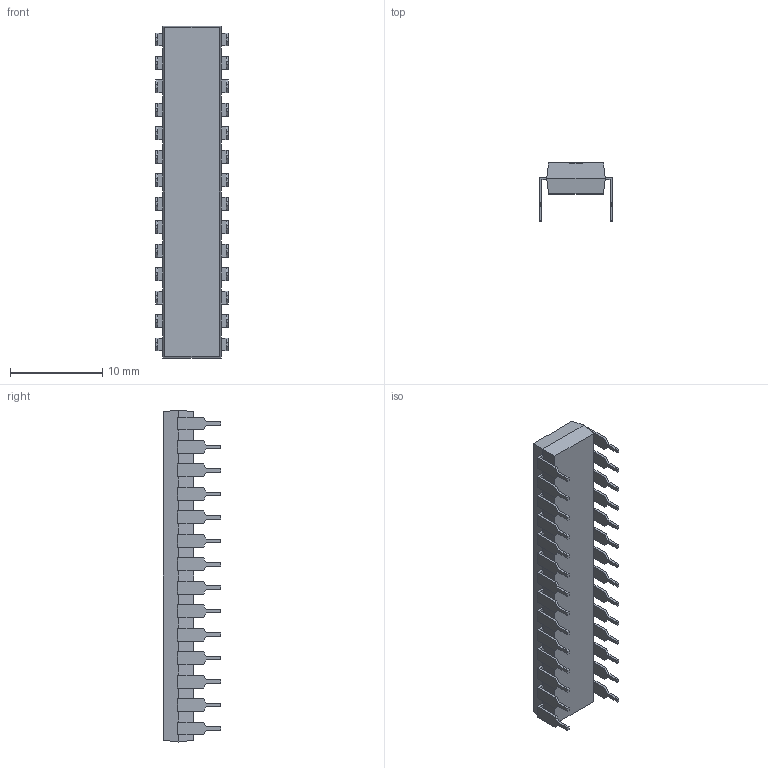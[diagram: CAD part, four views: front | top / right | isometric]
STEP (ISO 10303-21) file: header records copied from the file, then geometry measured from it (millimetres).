
FILE_DESCRIPTION (( 'STEP AP214' ), '1' );
FILE_NAME ('075823B0-D24B-4A17-85B2-AFEBF79BCA7F.STEP', '2008-11-04T11:12:11', ( 'sysAdmin' ), ( 'SolidWorks' ), 'SwSTEP 2.0', 'SolidWorks 2009', '' );
FILE_SCHEMA (( 'AUTOMOTIVE_DESIGN' ));
Length unit declared in the file: millimetre
Products named in the file (1): 075823B0-D24B-4A17-85B2-AFEBF79BCA7F
Bounding box: 7.87 x 6.22 x 35.94 mm (x, y, z)
Volume: 764.8 mm3; surface area: 1081.7 mm2
Topology: 1 solids, 1 shells, 351 faces, 1043 edges, 694 vertices
Faces by surface type: plane 320, cylinder 31
Entity records: 15451 total; most frequent: CARTESIAN_POINT 2101, ORIENTED_EDGE 2086, DIRECTION 1805, EDGE_CURVE 1043, LINE 977, VECTOR 977, VERTEX_POINT 694, AXIS2_PLACEMENT_3D 414
